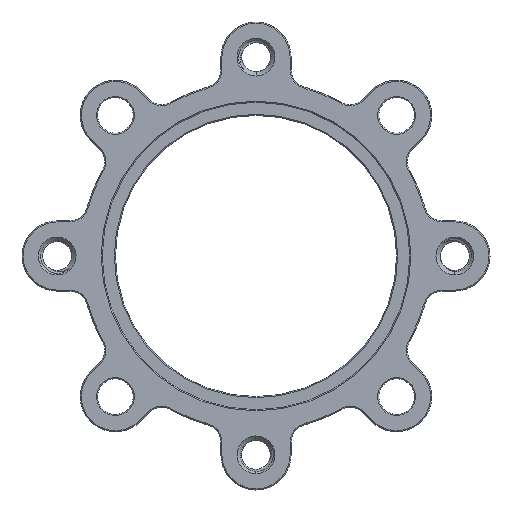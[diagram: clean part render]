
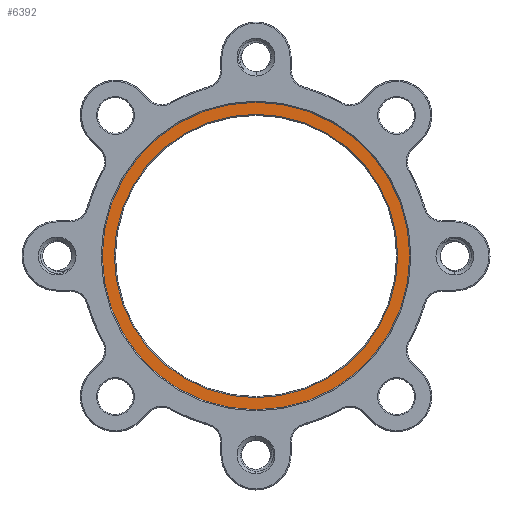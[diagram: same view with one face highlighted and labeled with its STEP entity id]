
A CAD part, front view. The second image highlights one B-rep face of the part: STEP entity #6392.
In plain terms, the highlighted planar face has unit normal (0, -1, 0).
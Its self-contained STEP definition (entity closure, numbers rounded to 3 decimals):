
#840 = CIRCLE ( 'NONE', #10056, 16.125 ) ;
#1189 = AXIS2_PLACEMENT_3D ( 'NONE', #13282, #21011, #7840 ) ;
#2273 = VERTEX_POINT ( 'NONE', #8527 ) ;
#2381 = ORIENTED_EDGE ( 'NONE', *, *, #18799, .T. ) ;
#3068 = DIRECTION ( 'NONE',  ( 0., 0., -1. ) ) ;
#4389 = FACE_OUTER_BOUND ( 'NONE', #12958, .T. ) ;
#4623 = VERTEX_POINT ( 'NONE', #16044 ) ;
#4976 = EDGE_CURVE ( 'NONE', #4623, #11416, #24059, .T. ) ;
#5826 = AXIS2_PLACEMENT_3D ( 'NONE', #18215, #21650, #10693 ) ;
#6392 = ADVANCED_FACE ( 'NONE', ( #21730, #4389 ), #13187, .T. ) ;
#6689 = CARTESIAN_POINT ( 'NONE',  ( 0., 2.5, 0. ) ) ;
#6713 = EDGE_LOOP ( 'NONE', ( #13757, #2381 ) ) ;
#6834 = CIRCLE ( 'NONE', #19286, 17.5 ) ;
#7098 = ORIENTED_EDGE ( 'NONE', *, *, #10550, .T. ) ;
#7840 = DIRECTION ( 'NONE',  ( 0., 0., -1. ) ) ;
#7937 = EDGE_CURVE ( 'NONE', #2273, #12877, #6834, .T. ) ;
#8527 = CARTESIAN_POINT ( 'NONE',  ( 0., 2.5, -17.5 ) ) ;
#10056 = AXIS2_PLACEMENT_3D ( 'NONE', #6689, #14262, #3068 ) ;
#10550 = EDGE_CURVE ( 'NONE', #12877, #2273, #21687, .T. ) ;
#10693 = DIRECTION ( 'NONE',  ( 0., 0., -1. ) ) ;
#10797 = DIRECTION ( 'NONE',  ( 0., -1., 0. ) ) ;
#11416 = VERTEX_POINT ( 'NONE', #15651 ) ;
#12877 = VERTEX_POINT ( 'NONE', #22845 ) ;
#12958 = EDGE_LOOP ( 'NONE', ( #15596, #7098 ) ) ;
#13187 = PLANE ( 'NONE',  #1189 ) ;
#13282 = CARTESIAN_POINT ( 'NONE',  ( 0., 2.5, 0. ) ) ;
#13757 = ORIENTED_EDGE ( 'NONE', *, *, #4976, .T. ) ;
#14262 = DIRECTION ( 'NONE',  ( 0., 1., 0. ) ) ;
#15596 = ORIENTED_EDGE ( 'NONE', *, *, #7937, .T. ) ;
#15651 = CARTESIAN_POINT ( 'NONE',  ( 0., 2.5, 16.125 ) ) ;
#16044 = CARTESIAN_POINT ( 'NONE',  ( 0., 2.5, -16.125 ) ) ;
#17264 = DIRECTION ( 'NONE',  ( 0., 1., 0. ) ) ;
#17422 = DIRECTION ( 'NONE',  ( 0., 0., -1. ) ) ;
#18049 = AXIS2_PLACEMENT_3D ( 'NONE', #22831, #17264, #17422 ) ;
#18215 = CARTESIAN_POINT ( 'NONE',  ( 0., 2.5, 0. ) ) ;
#18485 = DIRECTION ( 'NONE',  ( 0., 0., -1. ) ) ;
#18799 = EDGE_CURVE ( 'NONE', #11416, #4623, #840, .T. ) ;
#19286 = AXIS2_PLACEMENT_3D ( 'NONE', #20197, #10797, #18485 ) ;
#20197 = CARTESIAN_POINT ( 'NONE',  ( 0., 2.5, 0. ) ) ;
#21011 = DIRECTION ( 'NONE',  ( 0., -1., 0. ) ) ;
#21650 = DIRECTION ( 'NONE',  ( 0., -1., 0. ) ) ;
#21687 = CIRCLE ( 'NONE', #5826, 17.5 ) ;
#21730 = FACE_BOUND ( 'NONE', #6713, .T. ) ;
#22831 = CARTESIAN_POINT ( 'NONE',  ( 0., 2.5, 0. ) ) ;
#22845 = CARTESIAN_POINT ( 'NONE',  ( 0., 2.5, 17.5 ) ) ;
#24059 = CIRCLE ( 'NONE', #18049, 16.125 ) ;
